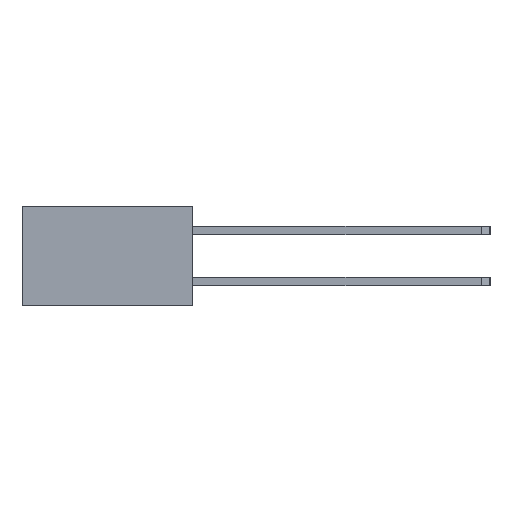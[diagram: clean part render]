
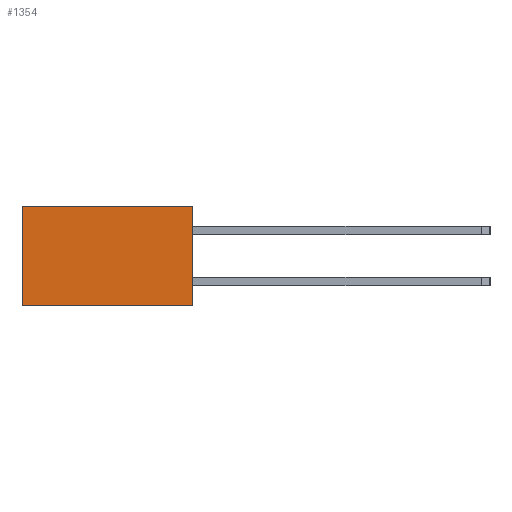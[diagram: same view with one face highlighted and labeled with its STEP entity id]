
A CAD part, left-side view. The second image highlights one B-rep face of the part: STEP entity #1354.
In plain terms, the highlighted planar face has unit normal (-1, 0, 0).
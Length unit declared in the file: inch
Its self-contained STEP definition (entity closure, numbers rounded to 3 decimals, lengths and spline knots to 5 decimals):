
#1354 = ADVANCED_FACE( '', ( #2946 ), #2947, .F. );
#2946 = FACE_OUTER_BOUND( '', #4676, .T. );
#2947 = PLANE( '', #4677 );
#4676 = EDGE_LOOP( '', ( #8894, #8895, #8896, #8897 ) );
#4677 = AXIS2_PLACEMENT_3D( '', #8898, #8899, #8900 );
#8894 = ORIENTED_EDGE( '', *, *, #11965, .T. );
#8895 = ORIENTED_EDGE( '', *, *, #11100, .F. );
#8896 = ORIENTED_EDGE( '', *, *, #11609, .F. );
#8897 = ORIENTED_EDGE( '', *, *, #11272, .T. );
#8898 = CARTESIAN_POINT( '', ( -1.01, 0.335, -0.0975 ) );
#8899 = DIRECTION( '', ( 1., 0., 0. ) );
#8900 = DIRECTION( '', ( 0., 0., -1. ) );
#11100 = EDGE_CURVE( '', #13731, #13733, #13734, .T. );
#11272 = EDGE_CURVE( '', #13994, #13992, #13995, .T. );
#11609 = EDGE_CURVE( '', #13994, #13731, #14505, .T. );
#11965 = EDGE_CURVE( '', #13992, #13733, #14922, .T. );
#13731 = VERTEX_POINT( '', #17450 );
#13733 = VERTEX_POINT( '', #17453 );
#13734 = LINE( '', #17454, #17455 );
#13992 = VERTEX_POINT( '', #17863 );
#13994 = VERTEX_POINT( '', #17866 );
#13995 = LINE( '', #17867, #17868 );
#14505 = LINE( '', #18649, #18650 );
#14922 = LINE( '', #19278, #19279 );
#17450 = CARTESIAN_POINT( '', ( -1.01, 0.335, 0.0975 ) );
#17453 = CARTESIAN_POINT( '', ( -1.01, 0., 0.0975 ) );
#17454 = CARTESIAN_POINT( '', ( -1.01, 0.335, 0.0975 ) );
#17455 = VECTOR( '', #20354, 39.37008 );
#17863 = CARTESIAN_POINT( '', ( -1.01, 0., -0.0975 ) );
#17866 = CARTESIAN_POINT( '', ( -1.01, 0.335, -0.0975 ) );
#17867 = CARTESIAN_POINT( '', ( -1.01, 0.335, -0.0975 ) );
#17868 = VECTOR( '', #20506, 39.37008 );
#18649 = CARTESIAN_POINT( '', ( -1.01, 0.335, -0.0975 ) );
#18650 = VECTOR( '', #20778, 39.37008 );
#19278 = CARTESIAN_POINT( '', ( -1.01, 0., -0.0975 ) );
#19279 = VECTOR( '', #20990, 39.37008 );
#20354 = DIRECTION( '', ( 0., -1., 0. ) );
#20506 = DIRECTION( '', ( 0., -1., 0. ) );
#20778 = DIRECTION( '', ( 0., 0., 1. ) );
#20990 = DIRECTION( '', ( 0., 0., 1. ) );
